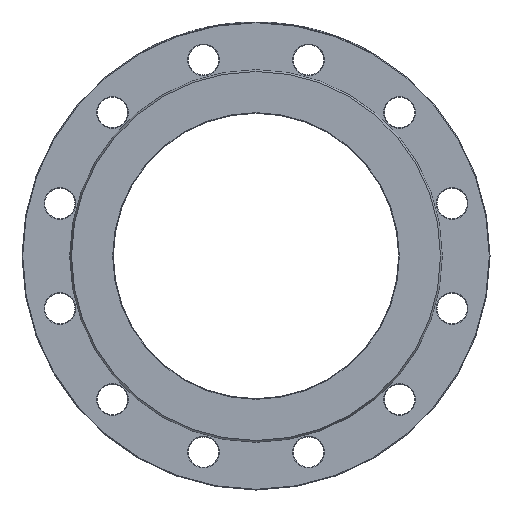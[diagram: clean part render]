
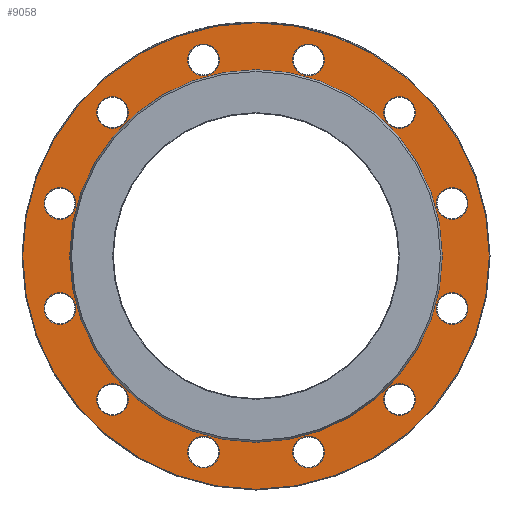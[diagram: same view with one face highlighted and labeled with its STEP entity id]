
A CAD part, left-side view. The second image highlights one B-rep face of the part: STEP entity #9058.
In plain terms, the highlighted planar face has unit normal (-1, 0, 0).
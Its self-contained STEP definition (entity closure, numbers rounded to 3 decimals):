
#11 = DIRECTION ( 'NONE',  ( 1., 0., 0. ) ) ;
#144 = DIRECTION ( 'NONE',  ( 1., 0., 0. ) ) ;
#178 = CARTESIAN_POINT ( 'NONE',  ( 3., 98.548, -114.258 ) ) ;
#185 = ORIENTED_EDGE ( 'NONE', *, *, #3312, .T. ) ;
#275 = ORIENTED_EDGE ( 'NONE', *, *, #4859, .T. ) ;
#320 = CIRCLE ( 'NONE', #944, 169.5 ) ;
#467 = ORIENTED_EDGE ( 'NONE', *, *, #3218, .T. ) ;
#492 = DIRECTION ( 'NONE',  ( 1., 0., 0. ) ) ;
#493 = EDGE_LOOP ( 'NONE', ( #5947 ) ) ;
#579 = ORIENTED_EDGE ( 'NONE', *, *, #9297, .T. ) ;
#612 = FACE_BOUND ( 'NONE', #7885, .T. ) ;
#659 = CARTESIAN_POINT ( 'NONE',  ( 3., 114.258, 98.548 ) ) ;
#701 = FACE_BOUND ( 'NONE', #3482, .T. ) ;
#732 = CARTESIAN_POINT ( 'NONE',  ( 3., 142.474, -38.176 ) ) ;
#870 = CARTESIAN_POINT ( 'NONE',  ( 3., 38.176, 142.474 ) ) ;
#944 = AXIS2_PLACEMENT_3D ( 'NONE', #6125, #3166, #6806 ) ;
#970 = VERTEX_POINT ( 'NONE', #7670 ) ;
#1015 = DIRECTION ( 'NONE',  ( 1., 0., 0. ) ) ;
#1018 = DIRECTION ( 'NONE',  ( 0., 0., 1. ) ) ;
#1328 = FACE_BOUND ( 'NONE', #6094, .T. ) ;
#1396 = CIRCLE ( 'NONE', #1707, 11.5 ) ;
#1470 = ORIENTED_EDGE ( 'NONE', *, *, #4571, .T. ) ;
#1512 = AXIS2_PLACEMENT_3D ( 'NONE', #2525, #7048, #1018 ) ;
#1707 = AXIS2_PLACEMENT_3D ( 'NONE', #8701, #1015, #4744 ) ;
#1719 = CARTESIAN_POINT ( 'NONE',  ( 3., 28.217, -148.224 ) ) ;
#1842 = CARTESIAN_POINT ( 'NONE',  ( 3., -104.298, 104.298 ) ) ;
#1961 = CARTESIAN_POINT ( 'NONE',  ( 3., 0., 135.336 ) ) ;
#1983 = CARTESIAN_POINT ( 'NONE',  ( 3., 38.176, -142.474 ) ) ;
#1985 = EDGE_LOOP ( 'NONE', ( #467 ) ) ;
#2061 = FACE_BOUND ( 'NONE', #493, .T. ) ;
#2064 = VERTEX_POINT ( 'NONE', #2805 ) ;
#2078 = EDGE_CURVE ( 'NONE', #970, #970, #5669, .T. ) ;
#2088 = DIRECTION ( 'NONE',  ( 1., 0., 0. ) ) ;
#2111 = CARTESIAN_POINT ( 'NONE',  ( 3., 135.336, 0. ) ) ;
#2156 = CARTESIAN_POINT ( 'NONE',  ( 3., 104.298, 104.298 ) ) ;
#2176 = CARTESIAN_POINT ( 'NONE',  ( 3., -38.176, 142.474 ) ) ;
#2208 = VERTEX_POINT ( 'NONE', #5162 ) ;
#2279 = DIRECTION ( 'NONE',  ( 1., 0., 0. ) ) ;
#2413 = EDGE_LOOP ( 'NONE', ( #3957 ) ) ;
#2416 = AXIS2_PLACEMENT_3D ( 'NONE', #1842, #6321, #2632 ) ;
#2443 = EDGE_LOOP ( 'NONE', ( #1470 ) ) ;
#2503 = VERTEX_POINT ( 'NONE', #3096 ) ;
#2523 = DIRECTION ( 'NONE',  ( 1., 0., 0. ) ) ;
#2525 = CARTESIAN_POINT ( 'NONE',  ( 3., -142.474, 38.176 ) ) ;
#2610 = AXIS2_PLACEMENT_3D ( 'NONE', #2176, #144, #8242 ) ;
#2632 = DIRECTION ( 'NONE',  ( 0., 0.5, 0.866 ) ) ;
#2656 = DIRECTION ( 'NONE',  ( -1., 0., 0. ) ) ;
#2805 = CARTESIAN_POINT ( 'NONE',  ( 3., -114.258, -98.548 ) ) ;
#2806 = CIRCLE ( 'NONE', #9314, 11.5 ) ;
#2849 = FACE_OUTER_BOUND ( 'NONE', #4984, .T. ) ;
#2902 = VERTEX_POINT ( 'NONE', #3001 ) ;
#2965 = EDGE_CURVE ( 'NONE', #9388, #9388, #3998, .T. ) ;
#3001 = CARTESIAN_POINT ( 'NONE',  ( 3., -142.474, 49.676 ) ) ;
#3096 = CARTESIAN_POINT ( 'NONE',  ( 3., 148.224, 28.217 ) ) ;
#3166 = DIRECTION ( 'NONE',  ( -1., 0., 0. ) ) ;
#3218 = EDGE_CURVE ( 'NONE', #9340, #9340, #6608, .T. ) ;
#3275 = CARTESIAN_POINT ( 'NONE',  ( 3., -104.298, -104.298 ) ) ;
#3312 = EDGE_CURVE ( 'NONE', #4919, #4919, #2806, .T. ) ;
#3413 = DIRECTION ( 'NONE',  ( 1., 0., 0. ) ) ;
#3482 = EDGE_LOOP ( 'NONE', ( #9051 ) ) ;
#3526 = DIRECTION ( 'NONE',  ( 0., 0.866, -0.5 ) ) ;
#3531 = EDGE_LOOP ( 'NONE', ( #5712 ) ) ;
#3547 = CIRCLE ( 'NONE', #2610, 11.5 ) ;
#3580 = CIRCLE ( 'NONE', #9138, 11.5 ) ;
#3615 = DIRECTION ( 'NONE',  ( 0., 0., -1. ) ) ;
#3678 = FACE_BOUND ( 'NONE', #8516, .T. ) ;
#3681 = EDGE_LOOP ( 'NONE', ( #5911 ) ) ;
#3682 = CARTESIAN_POINT ( 'NONE',  ( 3., -49.676, -142.474 ) ) ;
#3828 = VERTEX_POINT ( 'NONE', #7553 ) ;
#3841 = AXIS2_PLACEMENT_3D ( 'NONE', #9334, #2656, #6575 ) ;
#3902 = AXIS2_PLACEMENT_3D ( 'NONE', #2111, #9581, #7640 ) ;
#3957 = ORIENTED_EDGE ( 'NONE', *, *, #2965, .F. ) ;
#3998 = CIRCLE ( 'NONE', #3841, 135.336 ) ;
#4012 = CIRCLE ( 'NONE', #4154, 11.5 ) ;
#4154 = AXIS2_PLACEMENT_3D ( 'NONE', #4601, #2279, #6859 ) ;
#4297 = FACE_BOUND ( 'NONE', #3531, .T. ) ;
#4387 = DIRECTION ( 'NONE',  ( 1., 0., 0. ) ) ;
#4390 = ORIENTED_EDGE ( 'NONE', *, *, #2078, .T. ) ;
#4411 = CARTESIAN_POINT ( 'NONE',  ( 3., -142.474, -38.176 ) ) ;
#4447 = EDGE_CURVE ( 'NONE', #2064, #2064, #8649, .T. ) ;
#4497 = CIRCLE ( 'NONE', #8991, 11.5 ) ;
#4553 = DIRECTION ( 'NONE',  ( 0., 0.5, -0.866 ) ) ;
#4571 = EDGE_CURVE ( 'NONE', #7360, #7360, #4012, .T. ) ;
#4601 = CARTESIAN_POINT ( 'NONE',  ( 3., -38.176, -142.474 ) ) ;
#4675 = EDGE_CURVE ( 'NONE', #2902, #2902, #5714, .T. ) ;
#4744 = DIRECTION ( 'NONE',  ( 0., -0.5, -0.866 ) ) ;
#4805 = AXIS2_PLACEMENT_3D ( 'NONE', #1983, #492, #6519 ) ;
#4859 = EDGE_CURVE ( 'NONE', #2208, #2208, #3547, .T. ) ;
#4919 = VERTEX_POINT ( 'NONE', #7890 ) ;
#4961 = CIRCLE ( 'NONE', #5443, 11.5 ) ;
#4984 = EDGE_LOOP ( 'NONE', ( #6812 ) ) ;
#5159 = FACE_BOUND ( 'NONE', #3681, .T. ) ;
#5162 = CARTESIAN_POINT ( 'NONE',  ( 3., -28.217, 148.224 ) ) ;
#5301 = ORIENTED_EDGE ( 'NONE', *, *, #8656, .T. ) ;
#5318 = VERTEX_POINT ( 'NONE', #1719 ) ;
#5336 = ORIENTED_EDGE ( 'NONE', *, *, #8759, .T. ) ;
#5443 = AXIS2_PLACEMENT_3D ( 'NONE', #870, #11, #6077 ) ;
#5669 = CIRCLE ( 'NONE', #6440, 11.5 ) ;
#5712 = ORIENTED_EDGE ( 'NONE', *, *, #4447, .T. ) ;
#5714 = CIRCLE ( 'NONE', #1512, 11.5 ) ;
#5810 = FACE_BOUND ( 'NONE', #2413, .T. ) ;
#5906 = CIRCLE ( 'NONE', #4805, 11.5 ) ;
#5911 = ORIENTED_EDGE ( 'NONE', *, *, #9537, .T. ) ;
#5947 = ORIENTED_EDGE ( 'NONE', *, *, #8460, .T. ) ;
#6077 = DIRECTION ( 'NONE',  ( 0., 1., 0. ) ) ;
#6094 = EDGE_LOOP ( 'NONE', ( #185 ) ) ;
#6125 = CARTESIAN_POINT ( 'NONE',  ( 3., 0., 0. ) ) ;
#6169 = CARTESIAN_POINT ( 'NONE',  ( 3., 142.474, 38.176 ) ) ;
#6182 = EDGE_LOOP ( 'NONE', ( #275 ) ) ;
#6321 = DIRECTION ( 'NONE',  ( 1., 0., 0. ) ) ;
#6440 = AXIS2_PLACEMENT_3D ( 'NONE', #732, #6671, #3615 ) ;
#6519 = DIRECTION ( 'NONE',  ( 0., -0.866, -0.5 ) ) ;
#6575 = DIRECTION ( 'NONE',  ( 0., 0., 1. ) ) ;
#6608 = CIRCLE ( 'NONE', #2416, 11.5 ) ;
#6651 = AXIS2_PLACEMENT_3D ( 'NONE', #3275, #3413, #7059 ) ;
#6663 = DIRECTION ( 'NONE',  ( 0., -0.5, 0.866 ) ) ;
#6671 = DIRECTION ( 'NONE',  ( 1., 0., 0. ) ) ;
#6789 = VERTEX_POINT ( 'NONE', #7642 ) ;
#6806 = DIRECTION ( 'NONE',  ( 0., 0., -1. ) ) ;
#6812 = ORIENTED_EDGE ( 'NONE', *, *, #8705, .T. ) ;
#6859 = DIRECTION ( 'NONE',  ( 0., -1., 0. ) ) ;
#7048 = DIRECTION ( 'NONE',  ( 1., 0., 0. ) ) ;
#7059 = DIRECTION ( 'NONE',  ( 0., -0.866, 0.5 ) ) ;
#7262 = FACE_BOUND ( 'NONE', #2443, .T. ) ;
#7360 = VERTEX_POINT ( 'NONE', #3682 ) ;
#7553 = CARTESIAN_POINT ( 'NONE',  ( 3., 0., -169.5 ) ) ;
#7640 = DIRECTION ( 'NONE',  ( 0., 0., -1. ) ) ;
#7642 = CARTESIAN_POINT ( 'NONE',  ( 3., 49.676, 142.474 ) ) ;
#7670 = CARTESIAN_POINT ( 'NONE',  ( 3., 142.474, -49.676 ) ) ;
#7885 = EDGE_LOOP ( 'NONE', ( #579 ) ) ;
#7890 = CARTESIAN_POINT ( 'NONE',  ( 3., -148.224, -28.217 ) ) ;
#7994 = FACE_BOUND ( 'NONE', #6182, .T. ) ;
#8089 = VERTEX_POINT ( 'NONE', #178 ) ;
#8242 = DIRECTION ( 'NONE',  ( 0., 0.866, 0.5 ) ) ;
#8460 = EDGE_CURVE ( 'NONE', #8905, #8905, #3580, .T. ) ;
#8516 = EDGE_LOOP ( 'NONE', ( #5301 ) ) ;
#8649 = CIRCLE ( 'NONE', #6651, 11.5 ) ;
#8656 = EDGE_CURVE ( 'NONE', #8089, #8089, #1396, .T. ) ;
#8701 = CARTESIAN_POINT ( 'NONE',  ( 3., 104.298, -104.298 ) ) ;
#8705 = EDGE_CURVE ( 'NONE', #3828, #3828, #320, .T. ) ;
#8712 = FACE_BOUND ( 'NONE', #9461, .T. ) ;
#8759 = EDGE_CURVE ( 'NONE', #2503, #2503, #4497, .T. ) ;
#8763 = PLANE ( 'NONE',  #3902 ) ;
#8905 = VERTEX_POINT ( 'NONE', #659 ) ;
#8991 = AXIS2_PLACEMENT_3D ( 'NONE', #6169, #2523, #4553 ) ;
#9051 = ORIENTED_EDGE ( 'NONE', *, *, #4675, .T. ) ;
#9058 = ADVANCED_FACE ( 'NONE', ( #8712, #2061, #5159, #7994, #9535, #701, #1328, #4297, #7262, #612, #3678, #9487, #2849, #5810 ), #8763, .F. ) ;
#9138 = AXIS2_PLACEMENT_3D ( 'NONE', #2156, #4387, #3526 ) ;
#9286 = EDGE_LOOP ( 'NONE', ( #4390 ) ) ;
#9289 = CARTESIAN_POINT ( 'NONE',  ( 3., -98.548, 114.258 ) ) ;
#9297 = EDGE_CURVE ( 'NONE', #5318, #5318, #5906, .T. ) ;
#9314 = AXIS2_PLACEMENT_3D ( 'NONE', #4411, #2088, #6663 ) ;
#9334 = CARTESIAN_POINT ( 'NONE',  ( 3., 0., 0. ) ) ;
#9340 = VERTEX_POINT ( 'NONE', #9289 ) ;
#9388 = VERTEX_POINT ( 'NONE', #1961 ) ;
#9461 = EDGE_LOOP ( 'NONE', ( #5336 ) ) ;
#9487 = FACE_BOUND ( 'NONE', #9286, .T. ) ;
#9535 = FACE_BOUND ( 'NONE', #1985, .T. ) ;
#9537 = EDGE_CURVE ( 'NONE', #6789, #6789, #4961, .T. ) ;
#9581 = DIRECTION ( 'NONE',  ( 1., 0., 0. ) ) ;
